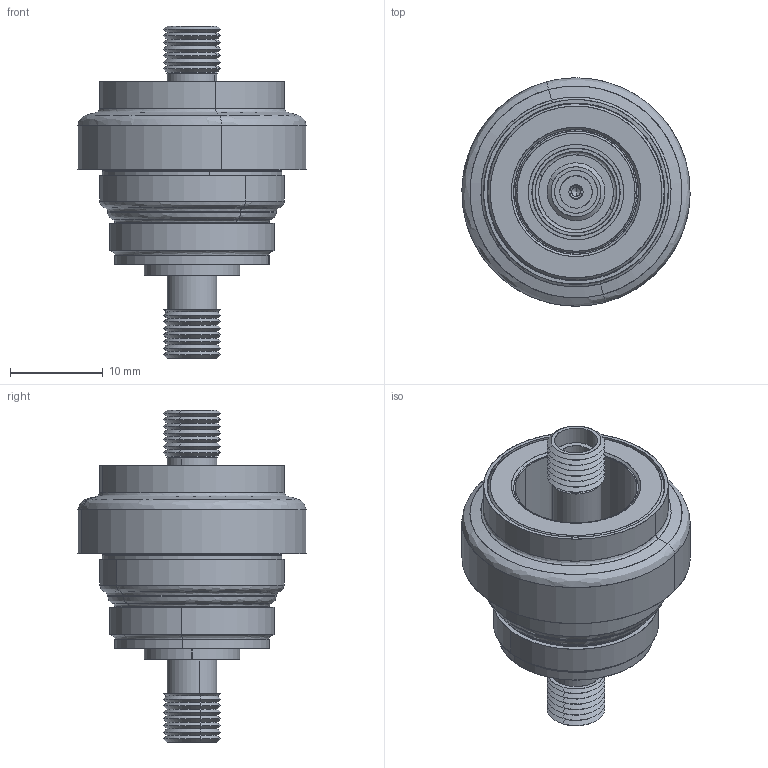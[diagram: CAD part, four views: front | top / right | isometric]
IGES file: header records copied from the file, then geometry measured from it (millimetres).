
Start section: SolidWorks IGES file using analytic representation for surfaces
Global section: file name: 19604-01-W.IGS; native system: SolidWorks 2016; preprocessor: SolidWorks 2016; author: Obadiah Bucchieri; date: 170908.141417; units: inch
Bounding box: 24.64 x 24.63 x 35.84 mm (x, y, z)
Surface area: 10011.5 mm2 (no closed solid volume)
Topology: 0 solids, 0 shells, 328 faces, 4006 edges, 4002 vertices
Faces by surface type: revolution 222, bspline 106
